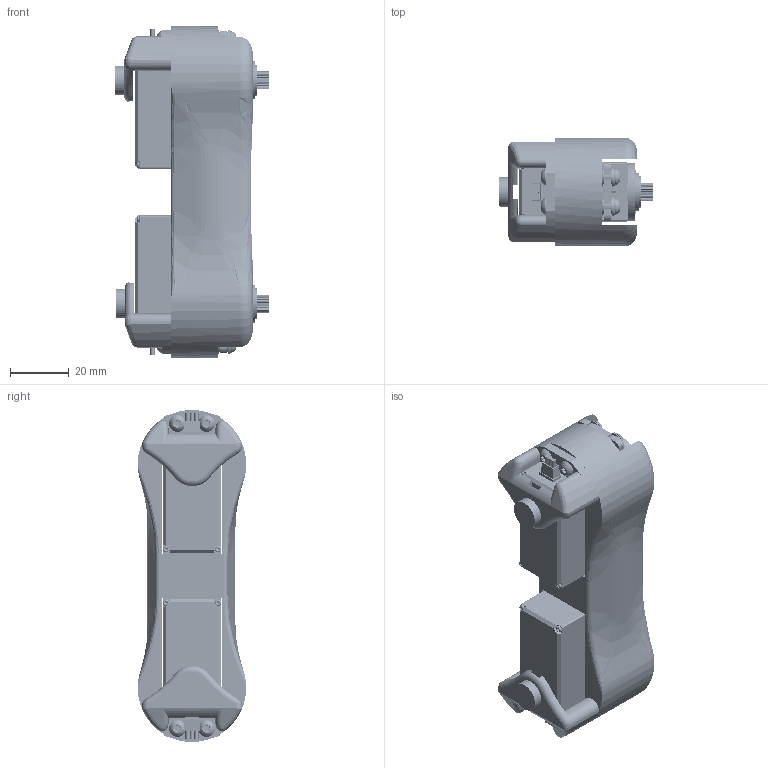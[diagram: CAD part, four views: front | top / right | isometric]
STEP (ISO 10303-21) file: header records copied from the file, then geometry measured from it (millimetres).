
FILE_DESCRIPTION(/* description */ (''),/* implementation_level */ '2;1');
FILE_NAME(/* name */ 'Femore v11.step',/* time_stamp */ '2020-10-13T14:04:37+02:00',/* author */ (''),/* organization */ (''),/* preprocessor_version */ 'ST-DEVELOPER v18.1',/* originating_system */ 'Autodesk Translation Framework v9.3.0.1241',/* authorisation */ '');
FILE_SCHEMA (('AUTOMOTIVE_DESIGN { 1 0 10303 214 3 1 1 }'));
Length unit declared in the file: millimetre
Products named in the file (5): Femore; Servo_MG996R; Servo_MG996R_1; 96710A050; 96452A713
Assembly tree (22 placements, depth 3):
  Femore
    Servo_MG996R
      96710A050  x4
    Servo_MG996R_1
      96710A050  x4
    96452A713  x12
Bounding box: 52.23 x 37 x 113.19 mm (x, y, z)
Volume: 108255.7 mm3; surface area: 41940.4 mm2
Topology: 33 solids, 33 shells, 2220 faces, 5806 edges, 3670 vertices
Faces by surface type: cylinder 1206, plane 584, cone 252, bspline 96, torus 66, sphere 16
Full cylindrical faces by diameter (mm): 0.827 x88, 0.95 x8, 1.194 x80, 1.623 x10, 2.074 x4, 2.286 x8, 2.35 x240, 2.381 x2, 3 x224, 3.5 x4, 4.5 x8, 5 x8, 5.7 x12, 10 x2, 10.7 x2, 13.1 x2
Entity records: 39658 total; most frequent: CARTESIAN_POINT 14992, ORIENTED_EDGE 5160, DIRECTION 4887, EDGE_CURVE 2580, AXIS2_PLACEMENT_3D 1695, VERTEX_POINT 1663, LINE 1497, VECTOR 1497
